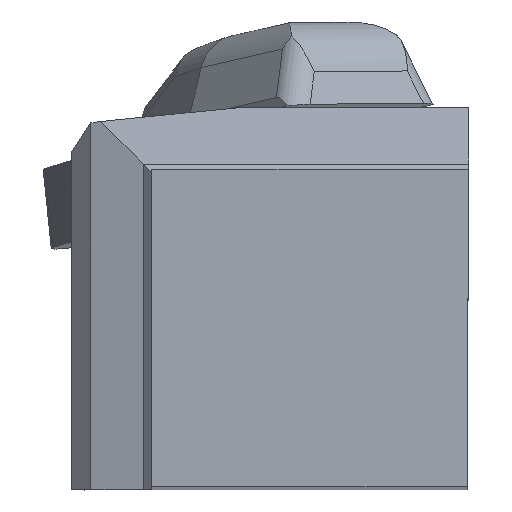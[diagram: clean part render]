
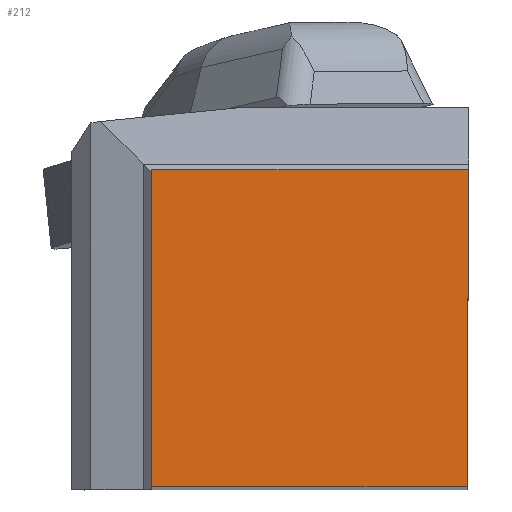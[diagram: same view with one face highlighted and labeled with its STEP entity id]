
A CAD part, top view. The second image highlights one B-rep face of the part: STEP entity #212.
In plain terms, the highlighted planar face has unit normal (0, 0, 1).
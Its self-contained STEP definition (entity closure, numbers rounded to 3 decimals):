
#148=FACE_OUTER_BOUND('',#611,.T.);
#212=ADVANCED_FACE('BLANK_BOXF006',(#148),#270,.F.);
#270=PLANE('',#1402);
#354=LINE('',#1962,#490);
#373=LINE('',#1998,#509);
#374=LINE('',#2000,#510);
#375=LINE('',#2002,#511);
#490=VECTOR('',#1589,1.);
#509=VECTOR('',#1616,1.);
#510=VECTOR('',#1619,1.);
#511=VECTOR('',#1620,1.);
#611=EDGE_LOOP('',(#782,#783,#784,#785));
#782=ORIENTED_EDGE('',*,*,#1198,.F.);
#783=ORIENTED_EDGE('',*,*,#1178,.F.);
#784=ORIENTED_EDGE('',*,*,#1197,.F.);
#785=ORIENTED_EDGE('',*,*,#1199,.F.);
#1050=VERTEX_POINT('',#1961);
#1051=VERTEX_POINT('',#1963);
#1063=VERTEX_POINT('',#1997);
#1064=VERTEX_POINT('',#2001);
#1178=EDGE_CURVE('',#1050,#1051,#354,.T.);
#1197=EDGE_CURVE('',#1063,#1050,#373,.T.);
#1198=EDGE_CURVE('',#1051,#1064,#374,.T.);
#1199=EDGE_CURVE('',#1064,#1063,#375,.T.);
#1402=AXIS2_PLACEMENT_3D('',#2003,#1621,#1622);
#1589=DIRECTION('',(-1.,0.,0.));
#1616=DIRECTION('',(-0.004,-1.,0.));
#1619=DIRECTION('',(0.,1.,0.));
#1620=DIRECTION('',(1.,0.,0.));
#1621=DIRECTION('',(0.,0.,-1.));
#1622=DIRECTION('',(-1.,0.,0.));
#1961=CARTESIAN_POINT('',(-0.083,0.,0.));
#1962=CARTESIAN_POINT('',(130.3,0.,0.));
#1963=CARTESIAN_POINT('',(-18.923,0.,0.));
#1997=CARTESIAN_POINT('',(0.,18.923,0.));
#1998=CARTESIAN_POINT('',(0.486,130.299,0.));
#2000=CARTESIAN_POINT('',(-18.923,-130.3,0.));
#2001=CARTESIAN_POINT('',(-18.923,18.923,0.));
#2002=CARTESIAN_POINT('',(-130.3,18.923,0.));
#2003=CARTESIAN_POINT('',(-41.4,-5.,0.));
